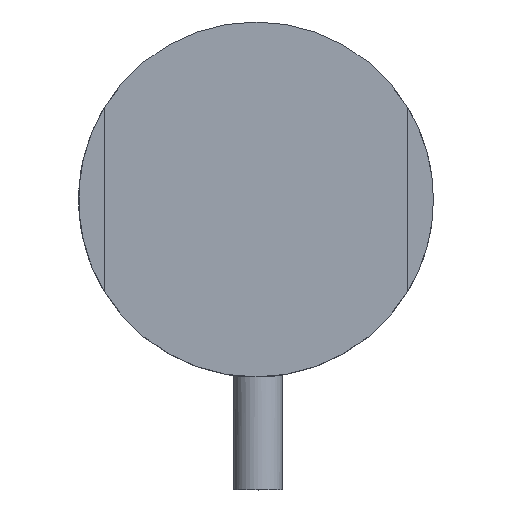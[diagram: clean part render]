
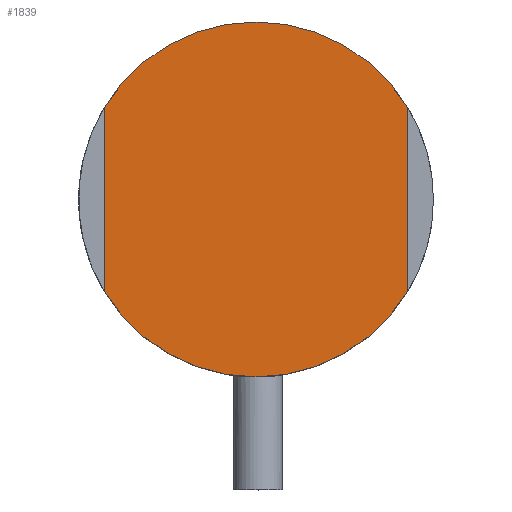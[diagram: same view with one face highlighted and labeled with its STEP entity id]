
A CAD part, top view. The second image highlights one B-rep face of the part: STEP entity #1839.
In plain terms, the highlighted planar face has unit normal (0, 0, 1).
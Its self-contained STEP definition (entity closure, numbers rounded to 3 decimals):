
#127=LINE('',#3353,#194);
#131=LINE('',#3366,#198);
#194=VECTOR('',#2539,10.);
#198=VECTOR('',#2551,10.);
#247=PLANE('',#2079);
#339=FACE_OUTER_BOUND('',#469,.T.);
#469=EDGE_LOOP('',(#1566,#1567,#1568,#1569));
#659=CIRCLE('',#2072,27.5);
#660=CIRCLE('',#2073,27.5);
#831=VERTEX_POINT('',#3350);
#832=VERTEX_POINT('',#3352);
#836=VERTEX_POINT('',#3363);
#837=VERTEX_POINT('',#3365);
#1079=EDGE_CURVE('',#832,#831,#127,.T.);
#1085=EDGE_CURVE('',#837,#836,#131,.T.);
#1090=EDGE_CURVE('',#837,#831,#659,.T.);
#1091=EDGE_CURVE('',#832,#836,#660,.T.);
#1566=ORIENTED_EDGE('',*,*,#1079,.T.);
#1567=ORIENTED_EDGE('',*,*,#1090,.F.);
#1568=ORIENTED_EDGE('',*,*,#1085,.T.);
#1569=ORIENTED_EDGE('',*,*,#1091,.F.);
#1839=ADVANCED_FACE('',(#339),#247,.T.);
#2072=AXIS2_PLACEMENT_3D('',#3374,#2560,#2561);
#2073=AXIS2_PLACEMENT_3D('',#3375,#2562,#2563);
#2079=AXIS2_PLACEMENT_3D('',#3386,#2575,#2576);
#2539=DIRECTION('',(0.,-1.,0.));
#2551=DIRECTION('',(0.,1.,0.));
#2560=DIRECTION('center_axis',(0.,0.,-1.));
#2561=DIRECTION('ref_axis',(1.,0.,0.));
#2562=DIRECTION('center_axis',(0.,0.,-1.));
#2563=DIRECTION('ref_axis',(1.,0.,0.));
#2575=DIRECTION('center_axis',(0.,0.,1.));
#2576=DIRECTION('ref_axis',(1.,0.,0.));
#3350=CARTESIAN_POINT('',(-25.893,-11.259,22.5));
#3352=CARTESIAN_POINT('',(-25.893,17.306,22.5));
#3353=CARTESIAN_POINT('',(-25.893,20.753,22.5));
#3363=CARTESIAN_POINT('',(21.107,17.306,22.5));
#3365=CARTESIAN_POINT('',(21.107,-11.259,22.5));
#3366=CARTESIAN_POINT('',(21.107,-9.246,22.5));
#3374=CARTESIAN_POINT('Origin',(-2.393,3.024,22.5));
#3375=CARTESIAN_POINT('Origin',(-2.393,3.024,22.5));
#3386=CARTESIAN_POINT('Origin',(-29.893,3.024,22.5));
